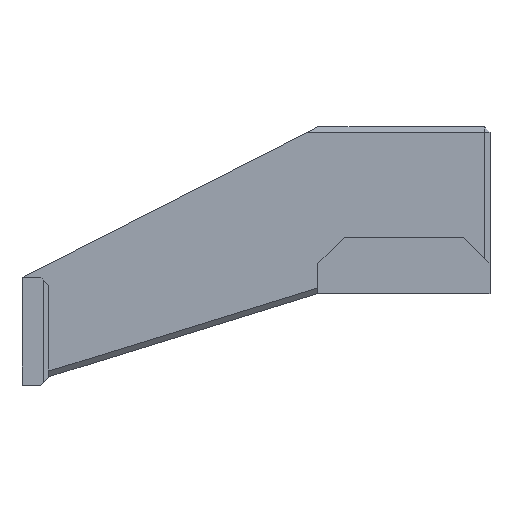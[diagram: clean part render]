
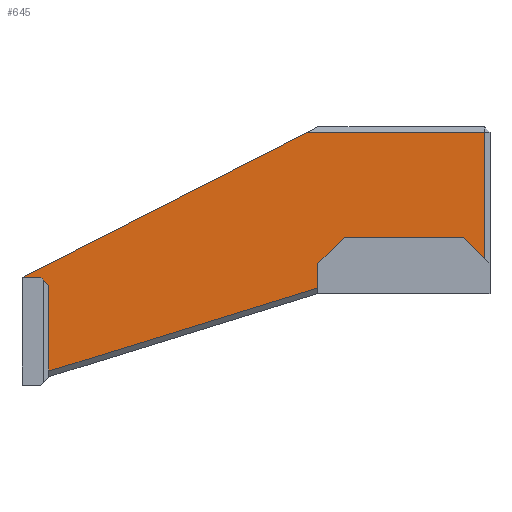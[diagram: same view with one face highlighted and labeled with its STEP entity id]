
A CAD part, front view. The second image highlights one B-rep face of the part: STEP entity #645.
In plain terms, the highlighted planar face has unit normal (0, -1, 0).
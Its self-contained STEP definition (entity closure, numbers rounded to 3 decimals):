
#31=FACE_OUTER_BOUND('',#67,.T.);
#67=EDGE_LOOP('',(#439,#440,#441,#442,#443,#444,#445,#446,#447,#448));
#111=LINE('',#929,#198);
#114=LINE('',#934,#201);
#115=LINE('',#936,#202);
#116=LINE('',#938,#203);
#117=LINE('',#940,#204);
#118=LINE('',#942,#205);
#119=LINE('',#944,#206);
#120=LINE('',#946,#207);
#121=LINE('',#948,#208);
#122=LINE('',#949,#209);
#198=VECTOR('',#752,10.);
#201=VECTOR('',#757,10.);
#202=VECTOR('',#758,10.);
#203=VECTOR('',#759,10.);
#204=VECTOR('',#760,10.);
#205=VECTOR('',#761,10.);
#206=VECTOR('',#762,10.);
#207=VECTOR('',#763,10.);
#208=VECTOR('',#764,10.);
#209=VECTOR('',#765,10.);
#283=VERTEX_POINT('',#925);
#285=VERTEX_POINT('',#928);
#286=VERTEX_POINT('',#933);
#287=VERTEX_POINT('',#935);
#288=VERTEX_POINT('',#937);
#289=VERTEX_POINT('',#939);
#290=VERTEX_POINT('',#941);
#291=VERTEX_POINT('',#943);
#292=VERTEX_POINT('',#945);
#293=VERTEX_POINT('',#947);
#343=EDGE_CURVE('',#283,#285,#111,.T.);
#346=EDGE_CURVE('',#286,#283,#114,.F.);
#347=EDGE_CURVE('',#286,#287,#115,.T.);
#348=EDGE_CURVE('',#288,#287,#116,.F.);
#349=EDGE_CURVE('',#289,#288,#117,.T.);
#350=EDGE_CURVE('',#290,#289,#118,.T.);
#351=EDGE_CURVE('',#290,#291,#119,.T.);
#352=EDGE_CURVE('',#292,#291,#120,.T.);
#353=EDGE_CURVE('',#293,#292,#121,.F.);
#354=EDGE_CURVE('',#285,#293,#122,.T.);
#439=ORIENTED_EDGE('',*,*,#343,.F.);
#440=ORIENTED_EDGE('',*,*,#346,.F.);
#441=ORIENTED_EDGE('',*,*,#347,.T.);
#442=ORIENTED_EDGE('',*,*,#348,.F.);
#443=ORIENTED_EDGE('',*,*,#349,.F.);
#444=ORIENTED_EDGE('',*,*,#350,.F.);
#445=ORIENTED_EDGE('',*,*,#351,.T.);
#446=ORIENTED_EDGE('',*,*,#352,.F.);
#447=ORIENTED_EDGE('',*,*,#353,.F.);
#448=ORIENTED_EDGE('',*,*,#354,.F.);
#611=PLANE('',#696);
#645=ADVANCED_FACE('',(#31),#611,.T.);
#696=AXIS2_PLACEMENT_3D('',#932,#755,#756);
#752=DIRECTION('',(-0.955,0.,-0.295));
#755=DIRECTION('center_axis',(0.,-1.,0.));
#756=DIRECTION('ref_axis',(0.,0.,-1.));
#757=DIRECTION('',(0.707,0.,0.707));
#758=DIRECTION('',(1.,0.,0.));
#759=DIRECTION('',(0.707,0.,-0.707));
#760=DIRECTION('',(0.,0.,-1.));
#761=DIRECTION('',(1.,0.,0.));
#762=DIRECTION('',(-0.891,0.,-0.454));
#763=DIRECTION('',(-1.,0.,0.));
#764=DIRECTION('',(0.707,0.,-0.707));
#765=DIRECTION('',(0.,0.,1.));
#925=CARTESIAN_POINT('',(55.557,35.575,18.219));
#928=CARTESIAN_POINT('',(5.,35.575,2.592));
#929=CARTESIAN_POINT('',(59.078,35.575,19.307));
#932=CARTESIAN_POINT('Origin',(55.,35.575,48.));
#933=CARTESIAN_POINT('',(59.938,35.575,22.6));
#934=CARTESIAN_POINT('',(63.819,35.575,26.481));
#935=CARTESIAN_POINT('',(82.062,35.575,22.6));
#936=CARTESIAN_POINT('',(55.,35.575,22.6));
#937=CARTESIAN_POINT('',(86.,35.575,18.662));
#938=CARTESIAN_POINT('',(70.181,35.575,34.481));
#939=CARTESIAN_POINT('',(86.,35.575,47.));
#940=CARTESIAN_POINT('',(86.,35.575,40.25));
#941=CARTESIAN_POINT('',(53.036,35.575,47.));
#942=CARTESIAN_POINT('',(55.,35.575,47.));
#943=CARTESIAN_POINT('',(0.,35.575,20.));
#944=CARTESIAN_POINT('',(55.,35.575,48.));
#945=CARTESIAN_POINT('',(3.5,35.575,20.));
#946=CARTESIAN_POINT('',(27.5,35.575,20.));
#947=CARTESIAN_POINT('',(5.,35.575,18.5));
#948=CARTESIAN_POINT('',(9.75,35.575,13.75));
#949=CARTESIAN_POINT('',(5.,35.575,29.));
